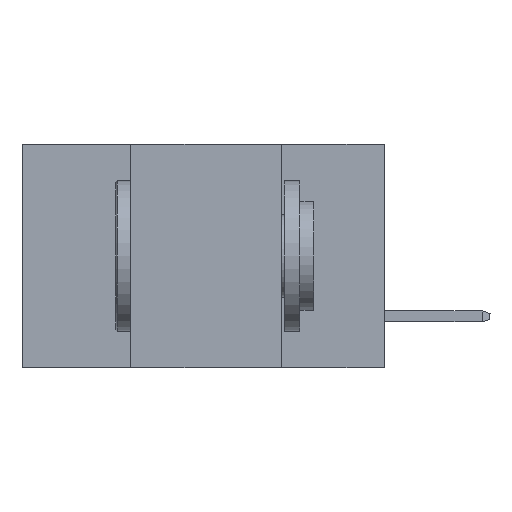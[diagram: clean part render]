
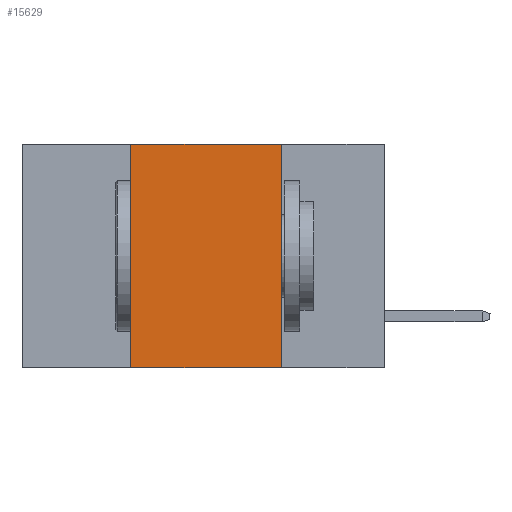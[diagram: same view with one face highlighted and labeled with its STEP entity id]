
A CAD part, left-side view. The second image highlights one B-rep face of the part: STEP entity #15629.
In plain terms, the highlighted planar face has unit normal (-1, 0, 0).
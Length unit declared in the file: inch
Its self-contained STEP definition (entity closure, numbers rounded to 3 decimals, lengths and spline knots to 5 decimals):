
#246 = VECTOR ( 'NONE', #12762, 39.37008 ) ;
#629 = EDGE_CURVE ( 'NONE', #12716, #12420, #11665, .T. ) ;
#1000 = VECTOR ( 'NONE', #6865, 39.37008 ) ;
#1194 = FACE_OUTER_BOUND ( 'NONE', #6729, .T. ) ;
#1427 = ORIENTED_EDGE ( 'NONE', *, *, #16339, .T. ) ;
#1610 = EDGE_CURVE ( 'NONE', #12420, #2059, #16582, .T. ) ;
#2059 = VERTEX_POINT ( 'NONE', #6600 ) ;
#2233 = AXIS2_PLACEMENT_3D ( 'NONE', #7686, #14679, #6525 ) ;
#2481 = ORIENTED_EDGE ( 'NONE', *, *, #1610, .F. ) ;
#3833 = VERTEX_POINT ( 'NONE', #9719 ) ;
#6525 = DIRECTION ( 'NONE',  ( 0., 0., -1. ) ) ;
#6600 = CARTESIAN_POINT ( 'NONE',  ( 0., 0.17, -0.37 ) ) ;
#6729 = EDGE_LOOP ( 'NONE', ( #2481, #13888, #15532, #1427 ) ) ;
#6865 = DIRECTION ( 'NONE',  ( 0., 0., -1. ) ) ;
#7155 = VECTOR ( 'NONE', #11843, 39.37008 ) ;
#7581 = EDGE_CURVE ( 'NONE', #3833, #12716, #8852, .T. ) ;
#7686 = CARTESIAN_POINT ( 'NONE',  ( 0., 0.6, 0. ) ) ;
#8272 = CARTESIAN_POINT ( 'NONE',  ( 0., 0.42, 0. ) ) ;
#8852 = LINE ( 'NONE', #11664, #246 ) ;
#9719 = CARTESIAN_POINT ( 'NONE',  ( 0., 0.42, -0.37 ) ) ;
#10172 = CARTESIAN_POINT ( 'NONE',  ( 0., 0.6, -0.37 ) ) ;
#11664 = CARTESIAN_POINT ( 'NONE',  ( 0., 0.42, -0.37 ) ) ;
#11665 = LINE ( 'NONE', #13042, #7155 ) ;
#11843 = DIRECTION ( 'NONE',  ( 0., -1., 0. ) ) ;
#12035 = PLANE ( 'NONE',  #2233 ) ;
#12420 = VERTEX_POINT ( 'NONE', #15944 ) ;
#12716 = VERTEX_POINT ( 'NONE', #8272 ) ;
#12762 = DIRECTION ( 'NONE',  ( 0., 0., 1. ) ) ;
#13042 = CARTESIAN_POINT ( 'NONE',  ( 0., 0.6, 0. ) ) ;
#13495 = VECTOR ( 'NONE', #17333, 39.37008 ) ;
#13888 = ORIENTED_EDGE ( 'NONE', *, *, #629, .F. ) ;
#14679 = DIRECTION ( 'NONE',  ( 1., 0., 0. ) ) ;
#15532 = ORIENTED_EDGE ( 'NONE', *, *, #7581, .F. ) ;
#15629 = ADVANCED_FACE ( 'NONE', ( #1194 ), #12035, .F. ) ;
#15944 = CARTESIAN_POINT ( 'NONE',  ( 0., 0.17, 0. ) ) ;
#16339 = EDGE_CURVE ( 'NONE', #3833, #2059, #17068, .T. ) ;
#16582 = LINE ( 'NONE', #17666, #1000 ) ;
#17068 = LINE ( 'NONE', #10172, #13495 ) ;
#17333 = DIRECTION ( 'NONE',  ( 0., -1., 0. ) ) ;
#17666 = CARTESIAN_POINT ( 'NONE',  ( 0., 0.17, -0.37 ) ) ;
